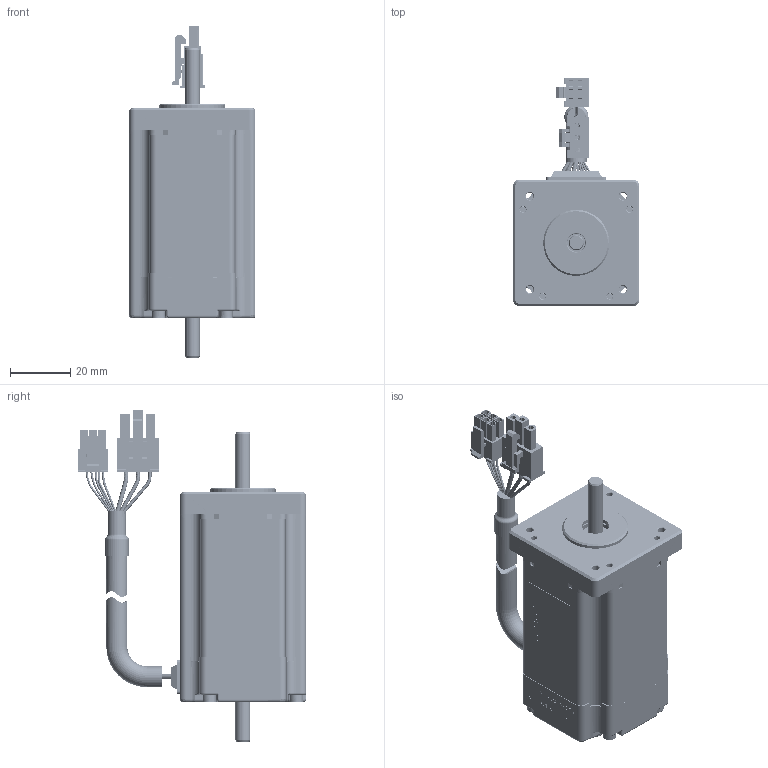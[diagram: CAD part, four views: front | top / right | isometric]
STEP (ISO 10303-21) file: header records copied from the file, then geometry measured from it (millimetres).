
FILE_DESCRIPTION((''),'2;1');
FILE_NAME('4611130001052_ASM_ASM','2020-01-14T15:50:51',('TQ00207'),(''),'CREO PARAMETRIC BY PTC INC, 2018100','CREO PARAMETRIC BY PTC INC, 2018100','');
FILE_SCHEMA(('CONFIG_CONTROL_DESIGN'));
Products named in the file (28): 4613101100074_1_1_2_3_4_5; 4613101100077_1_1_2_3_4_5; 4613101100077_AF0_1_1_2_3_4_5; 4613101100077_AF1_1_1_2_3_4_5; 4613102000270_ASM_2_1_2_ASM; 4613102100256_ASM_2_1_2_ASM; 4631101000082_1_1_2_3_4_5; 4613104001867_ASM_3_1_2_ASM; 3698154000176_1_1_2_3_4_5; HARNESS_1_1_2_3_4_5_6_7_8_9_10; 4718405000822_1_1_2_3_4_5_6__10; 4718405002144_1_1_2_3_4_5_6__10; HARNESS_ASM_1_1_2_3_4_5_ASM; 4713120001748_ASM_1_1_2_3_4_5_ASM; 4613103003513_ASM_3_1_2_ASM; 4219121200345_AF0_11_1_2_3_4_5; 4219121301000_ASM_10_1_2_3_ASM; 4332101101259_7_1_2; 4613107000001_ASM_3_1_2_ASM; 4613107103898_ASM_3_1_2_ASM; 4331101000129_1_1_2_3_4_5; 4613108001328_ASM_3_1_2_ASM; 4294404000452_1_1_2_3_4_5; QIANDUANGAI_2_1_2_3_4_5; 00_8_1_2_3; BIAOQIAN_2_1_2_3_4_5_6_7_8_9_12; 4611130000001_ASM_7_1_2_ASM; 4611130001052_ASM_ASM
Assembly tree (126 placements, depth 7):
  4611130001052_ASM_ASM
    4611130000001_ASM_7_1_2_ASM
      4613103003513_ASM_3_1_2_ASM
        4613104001867_ASM_3_1_2_ASM
          4613102100256_ASM_2_1_2_ASM
            4613102000270_ASM_2_1_2_ASM
              4613101100074_1_1_2_3_4_5  x92
              4613101100077_1_1_2_3_4_5  x4
              4613101100077_AF0_1_1_2_3_4_5
              4613101100077_AF1_1_1_2_3_4_5
          4631101000082_1_1_2_3_4_5
        4713120001748_ASM_1_1_2_3_4_5_ASM
          3698154000176_1_1_2_3_4_5
          HARNESS_ASM_1_1_2_3_4_5_ASM
            HARNESS_1_1_2_3_4_5_6_7_8_9_10
            4718405000822_1_1_2_3_4_5_6__10
            4718405002144_1_1_2_3_4_5_6__10
      4219121301000_ASM_10_1_2_3_ASM
        4219121200345_AF0_11_1_2_3_4_5
      4613108001328_ASM_3_1_2_ASM
        4613107103898_ASM_3_1_2_ASM
          4613107000001_ASM_3_1_2_ASM
            4332101101259_7_1_2
        4331101000129_1_1_2_3_4_5  x2
      4294404000452_1_1_2_3_4_5  x5
      QIANDUANGAI_2_1_2_3_4_5
      00_8_1_2_3
      BIAOQIAN_2_1_2_3_4_5_6_7_8_9_12
Bounding box: 42.2 x 75.92 x 110.2 mm (x, y, z)
Volume: 81015.6 mm3; surface area: 269651.4 mm2
Topology: 114 solids, 121 shells, 13560 faces, 35169 edges, 23380 vertices
Faces by surface type: plane 10632, cylinder 2434, torus 166, cone 118, sphere 112, bspline 54, extrusion 44
Entity records: 87417 total; most frequent: CARTESIAN_POINT 23653, ORIENTED_EDGE 13380, DIRECTION 12636, EDGE_CURVE 6696, VECTOR 5014, LINE 4970, VERTEX_POINT 4421, AXIS2_PLACEMENT_3D 3811
